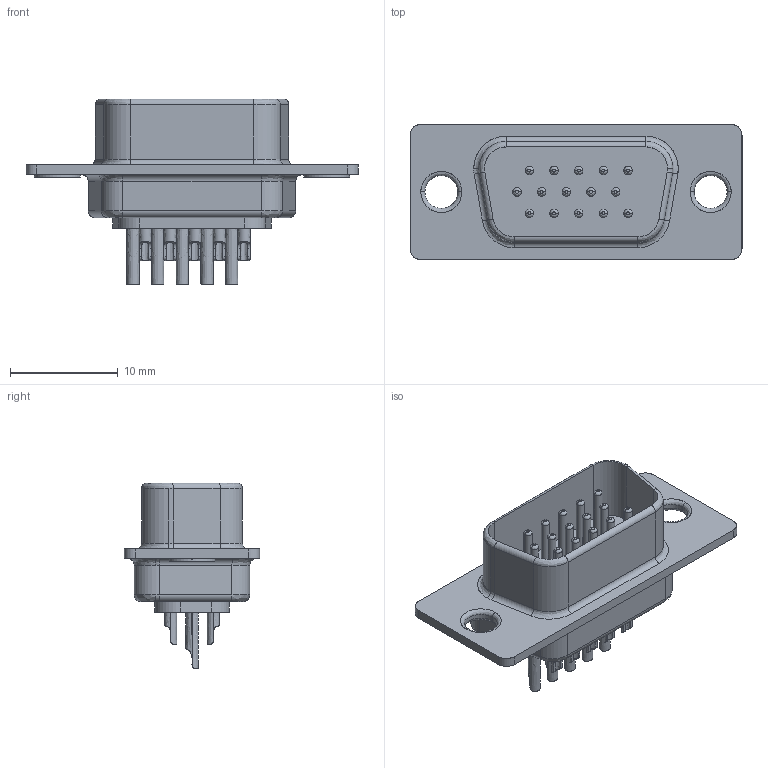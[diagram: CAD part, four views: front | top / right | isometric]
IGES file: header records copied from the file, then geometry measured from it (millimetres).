
Start section: SolidWorks IGES file using analytic representation for surfaces
Global section: file name: K86X-EA-15P_rA2.IGS; native system: SolidWorks 2012; preprocessor: SolidWorks 2012; author: Daniel; date: 120820.091321; units: millimetre
Bounding box: 30.81 x 12.55 x 17.25 mm (x, y, z)
Surface area: 2064 mm2 (no closed solid volume)
Topology: 0 solids, 0 shells, 583 faces, 5396 edges, 5152 vertices
Faces by surface type: revolution 423, bspline 160
